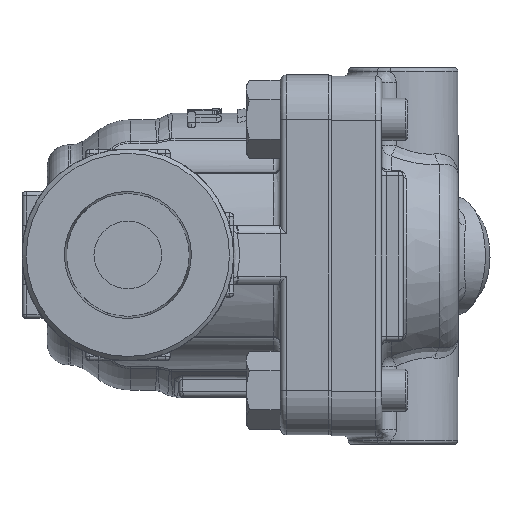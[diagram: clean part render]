
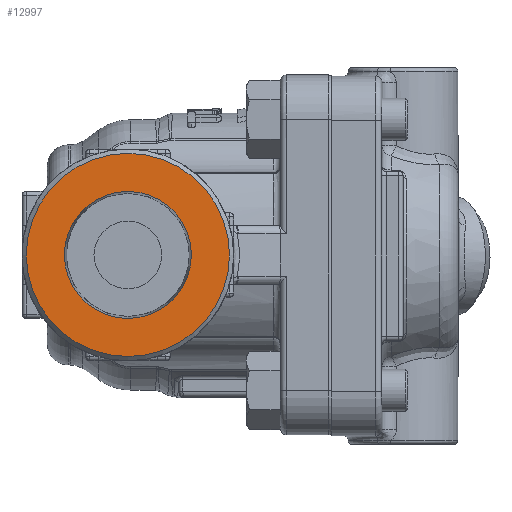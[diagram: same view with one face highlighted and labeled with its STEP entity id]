
A CAD part, left-side view. The second image highlights one B-rep face of the part: STEP entity #12997.
In plain terms, the highlighted planar face has unit normal (-1, 0, 0).
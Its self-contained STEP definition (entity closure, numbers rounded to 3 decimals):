
#2661=FACE_BOUND('',#4115,.T.);
#3274=FACE_OUTER_BOUND('',#4114,.T.);
#4114=EDGE_LOOP('',(#10999));
#4115=EDGE_LOOP('',(#11000));
#4414=CIRCLE('',#13404,24.);
#4820=CIRCLE('',#14273,15.003);
#5141=VERTEX_POINT('',#18828);
#5869=VERTEX_POINT('',#27136);
#6405=EDGE_CURVE('',#5141,#5141,#4414,.T.);
#7638=EDGE_CURVE('',#5869,#5869,#4820,.T.);
#10999=ORIENTED_EDGE('',*,*,#6405,.F.);
#11000=ORIENTED_EDGE('',*,*,#7638,.T.);
#12302=PLANE('',#14272);
#12997=ADVANCED_FACE('',(#3274,#2661),#12302,.T.);
#13404=AXIS2_PLACEMENT_3D('',#18829,#15056,#15057);
#14272=AXIS2_PLACEMENT_3D('',#27135,#17172,#17173);
#14273=AXIS2_PLACEMENT_3D('',#27137,#17174,#17175);
#15056=DIRECTION('center_axis',(1.,0.,0.));
#15057=DIRECTION('ref_axis',(0.,0.,-1.));
#17172=DIRECTION('center_axis',(-1.,0.,0.));
#17173=DIRECTION('ref_axis',(0.,0.,1.));
#17174=DIRECTION('center_axis',(1.,0.,0.));
#17175=DIRECTION('ref_axis',(0.,0.,1.));
#18828=CARTESIAN_POINT('',(-72.364,20.334,24.031));
#18829=CARTESIAN_POINT('Origin',(-72.364,20.334,0.031));
#27135=CARTESIAN_POINT('Origin',(-72.364,20.334,0.031));
#27136=CARTESIAN_POINT('',(-72.364,20.334,-14.972));
#27137=CARTESIAN_POINT('Origin',(-72.364,20.334,0.031));
